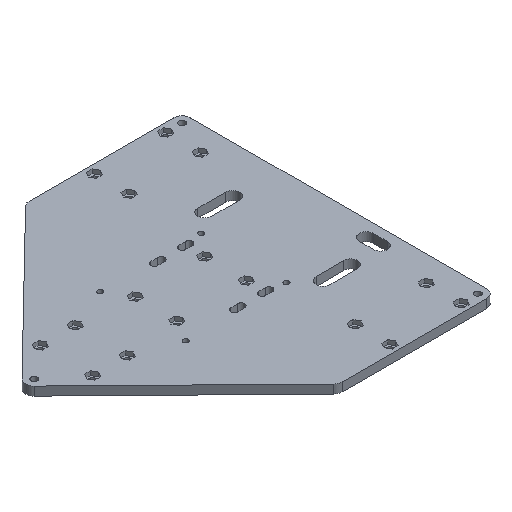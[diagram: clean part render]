
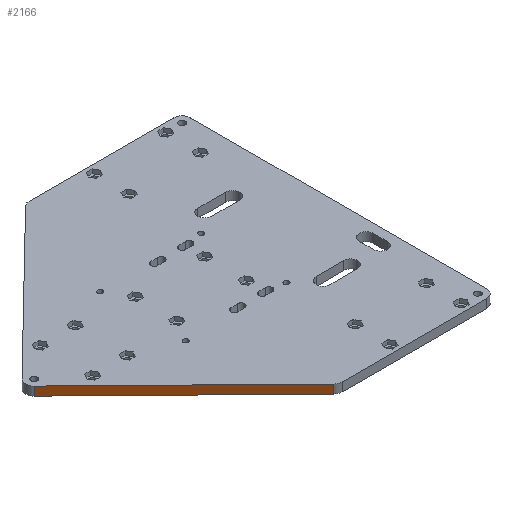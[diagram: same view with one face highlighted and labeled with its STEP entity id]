
A CAD part, isometric view. The second image highlights one B-rep face of the part: STEP entity #2166.
In plain terms, the highlighted planar face has unit normal (-0.699, -0.715, 0).
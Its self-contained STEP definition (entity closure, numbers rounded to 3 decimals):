
#63 = VERTEX_POINT('',#64);
#64 = CARTESIAN_POINT('',(-143.493,-3.577,20.));
#71 = EDGE_CURVE('',#72,#63,#74,.T.);
#72 = VERTEX_POINT('',#73);
#73 = CARTESIAN_POINT('',(-143.493,-3.577,15.));
#74 = LINE('',#75,#76);
#75 = CARTESIAN_POINT('',(-143.493,-3.577,15.));
#76 = VECTOR('',#77,1.);
#77 = DIRECTION('',(0.,0.,1.));
#129 = EDGE_CURVE('',#130,#72,#132,.T.);
#130 = VERTEX_POINT('',#131);
#131 = CARTESIAN_POINT('',(-56.457,-88.577,15.));
#132 = LINE('',#133,#134);
#133 = CARTESIAN_POINT('',(-56.457,-88.577,15.));
#134 = VECTOR('',#135,1.);
#135 = DIRECTION('',(-0.715,0.699,0.));
#975 = EDGE_CURVE('',#976,#63,#978,.T.);
#976 = VERTEX_POINT('',#977);
#977 = CARTESIAN_POINT('',(-56.457,-88.577,20.));
#978 = LINE('',#979,#980);
#979 = CARTESIAN_POINT('',(-56.457,-88.577,20.));
#980 = VECTOR('',#981,1.);
#981 = DIRECTION('',(-0.715,0.699,0.));
#2166 = ADVANCED_FACE('',(#2167),#2178,.T.);
#2167 = FACE_BOUND('',#2168,.T.);
#2168 = EDGE_LOOP('',(#2169,#2175,#2176,#2177));
#2169 = ORIENTED_EDGE('',*,*,#2170,.T.);
#2170 = EDGE_CURVE('',#130,#976,#2171,.T.);
#2171 = LINE('',#2172,#2173);
#2172 = CARTESIAN_POINT('',(-56.457,-88.577,15.));
#2173 = VECTOR('',#2174,1.);
#2174 = DIRECTION('',(0.,0.,1.));
#2175 = ORIENTED_EDGE('',*,*,#975,.T.);
#2176 = ORIENTED_EDGE('',*,*,#71,.F.);
#2177 = ORIENTED_EDGE('',*,*,#129,.F.);
#2178 = PLANE('',#2179);
#2179 = AXIS2_PLACEMENT_3D('',#2180,#2181,#2182);
#2180 = CARTESIAN_POINT('',(-56.457,-88.577,15.));
#2181 = DIRECTION('',(-0.699,-0.715,0.));
#2182 = DIRECTION('',(-0.715,0.699,0.));
